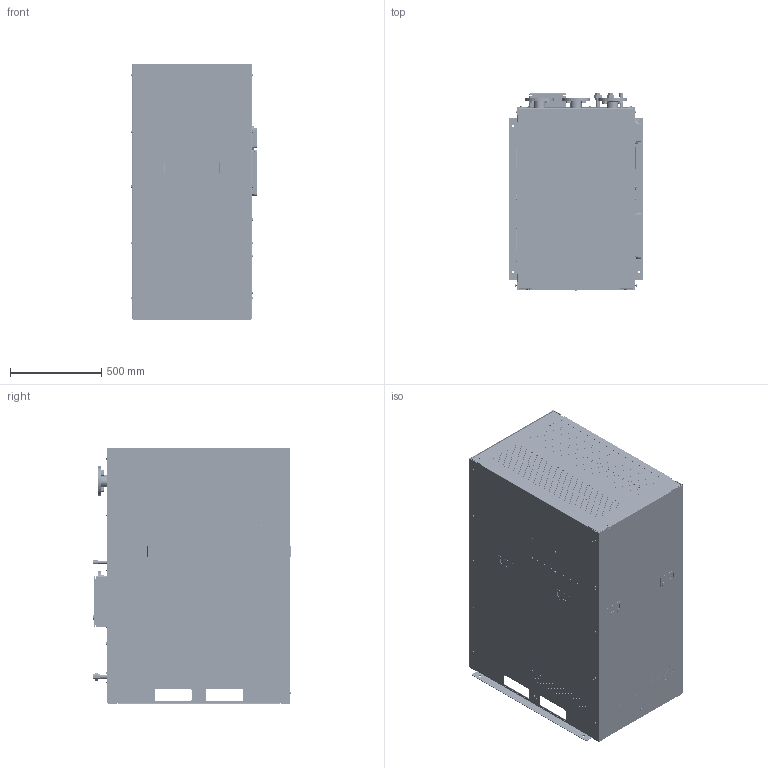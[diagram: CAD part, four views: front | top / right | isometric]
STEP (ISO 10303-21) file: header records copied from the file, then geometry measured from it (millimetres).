
FILE_DESCRIPTION(/* description */ (''),/* implementation_level */ '2;1');
FILE_NAME(/* name */ 'vm3hn-000-jis10-00.stp',/* time_stamp */ '2025-08-08T09:58:03+09:00',/* author */ ('shibuya'),/* organization */ (''),/* preprocessor_version */ 'ST-DEVELOPER v20',/* originating_system */ 'Autodesk Inventor 2025',/* authorisation */ '');
FILE_SCHEMA (('AUTOMOTIVE_DESIGN { 1 0 10303 214 3 1 1 }'));
Products named in the file (1): vm3hn-000-jis10-00
Bounding box: 736 x 1085 x 1401 mm (x, y, z)
Volume: 827190529 mm3; surface area: 17066906.3 mm2
Topology: 5 solids, 5 shells, 5392 faces, 13944 edges, 8916 vertices
Faces by surface type: plane 2939, cylinder 1808, cone 491, torus 68, bspline 52, sphere 34
Full cylindrical faces by diameter (mm): 3 x30, 3.242 x8, 3.8 x29, 4 x6, 4.134 x20, 4.5 x14, 4.51 x10, 4.9 x42, 5 x30, 5.2 x6, 5.3 x10, 5.5 x6, 6 x4, 6.647 x4, 7 x6, 8 x12, 8.2 x7, 8.4 x4, 9 x8, 10 x15, 10.106 x8, 12 x5, 12.2 x37, 12.7 x1, 12.8 x8, 13.835 x16, 14.95 x1, 15 x5, 16.1 x3, 17 x4
Entity records: 176919 total; most frequent: CARTESIAN_POINT 37306, DIRECTION 28181, ORIENTED_EDGE 27876, EDGE_CURVE 13938, AXIS2_PLACEMENT_3D 10010, VERTEX_POINT 8920, LINE 8161, VECTOR 8161
